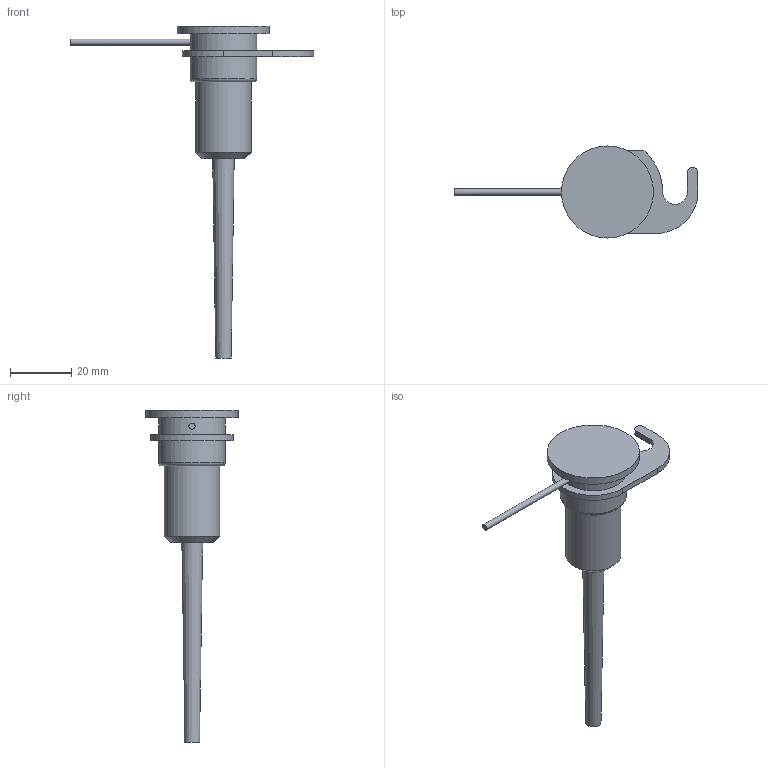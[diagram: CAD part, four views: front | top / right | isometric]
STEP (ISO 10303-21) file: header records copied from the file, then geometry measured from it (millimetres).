
FILE_DESCRIPTION((''),'2;1');
FILE_NAME('Füllstandsonde S1Q-711.stp','2017-08-21T11:34:38',('A. Birkendorf'),(''),'Autodesk Inventor 2011','Autodesk Inventor 2011','');
FILE_SCHEMA(('CONFIG_CONTROL_DESIGN'));
Length unit declared in the file: millimetre
Products named in the file (1): Füllstandsonde S1Q-711
Bounding box: 79.5 x 30 x 108.2 mm (x, y, z)
Volume: 16783.9 mm3; surface area: 6613 mm2
Topology: 1 solids, 1 shells, 25 faces, 50 edges, 33 vertices
Faces by surface type: plane 12, cylinder 10, cone 2, torus 1
Full cylindrical faces by diameter (mm): 2 x1, 18 x1, 21.7 x2, 30 x1
Entity records: 698 total; most frequent: CARTESIAN_POINT 132, DIRECTION 115, ORIENTED_EDGE 82, AXIS2_PLACEMENT_3D 49, EDGE_CURVE 41, EDGE_LOOP 39, VERTEX_POINT 32, FACE_OUTER_BOUND 25
